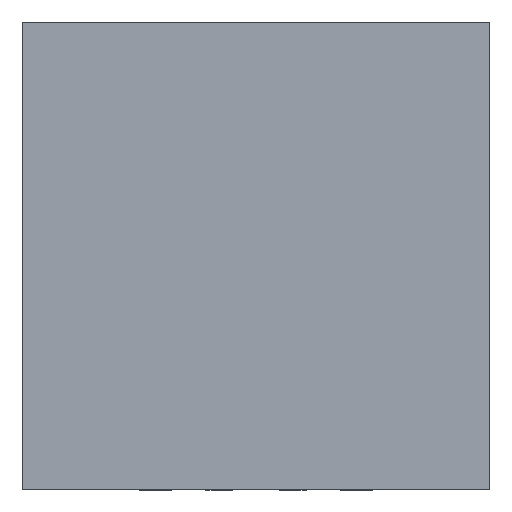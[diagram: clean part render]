
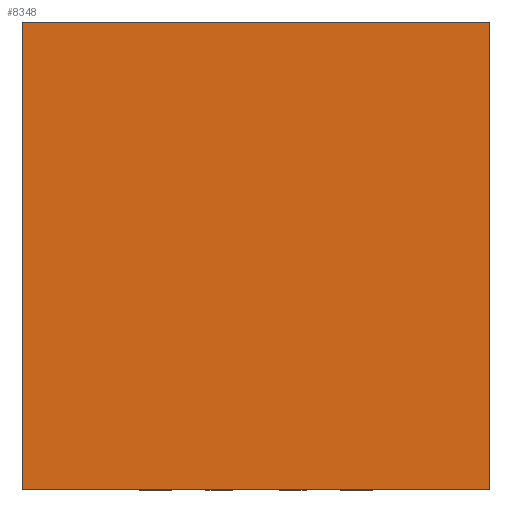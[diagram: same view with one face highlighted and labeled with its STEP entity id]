
A CAD part, top view. The second image highlights one B-rep face of the part: STEP entity #8348.
In plain terms, the highlighted face is planar.
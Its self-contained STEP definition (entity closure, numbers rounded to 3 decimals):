
#6336=DIRECTION('',(0.,0.,1.));
#6337=VECTOR('',#6336,3.5);
#6338=CARTESIAN_POINT('',(-1.75,0.975,-1.75));
#6339=LINE('',#6338,#6337);
#6343=DIRECTION('',(-1.,0.,0.));
#6344=VECTOR('',#6343,3.5);
#6345=CARTESIAN_POINT('',(1.75,0.975,-1.75));
#6346=LINE('',#6345,#6344);
#6350=DIRECTION('',(0.,0.,-1.));
#6351=VECTOR('',#6350,3.5);
#6352=CARTESIAN_POINT('',(1.75,0.975,1.75));
#6353=LINE('',#6352,#6351);
#6357=DIRECTION('',(1.,0.,0.));
#6358=VECTOR('',#6357,3.5);
#6359=CARTESIAN_POINT('',(-1.75,0.975,1.75));
#6360=LINE('',#6359,#6358);
#7271=CARTESIAN_POINT('',(-1.75,0.975,-1.75));
#7272=CARTESIAN_POINT('',(-1.75,0.975,1.75));
#7273=VERTEX_POINT('',#7271);
#7274=VERTEX_POINT('',#7272);
#7275=CARTESIAN_POINT('',(1.75,0.975,1.75));
#7276=VERTEX_POINT('',#7275);
#7277=CARTESIAN_POINT('',(1.75,0.975,-1.75));
#7278=VERTEX_POINT('',#7277);
#8336=CARTESIAN_POINT('',(0.,0.975,0.));
#8337=DIRECTION('',(0.,1.,0.));
#8338=DIRECTION('',(1.,0.,0.));
#8339=AXIS2_PLACEMENT_3D('',#8336,#8337,#8338);
#8340=PLANE('',#8339);
#8341=ORIENTED_EDGE('',*,*,#7939,.F.);
#8342=ORIENTED_EDGE('',*,*,#8043,.F.);
#8344=ORIENTED_EDGE('',*,*,#8343,.F.);
#8345=ORIENTED_EDGE('',*,*,#8232,.F.);
#8346=EDGE_LOOP('',(#8341,#8342,#8344,#8345));
#8347=FACE_OUTER_BOUND('',#8346,.F.);
#7939=EDGE_CURVE('',#7273,#7274,#6339,.T.);
#8043=EDGE_CURVE('',#7278,#7273,#6346,.T.);
#8232=EDGE_CURVE('',#7274,#7276,#6360,.T.);
#8343=EDGE_CURVE('',#7276,#7278,#6353,.T.);
#8348=ADVANCED_FACE('',(#8347),#8340,.T.);
